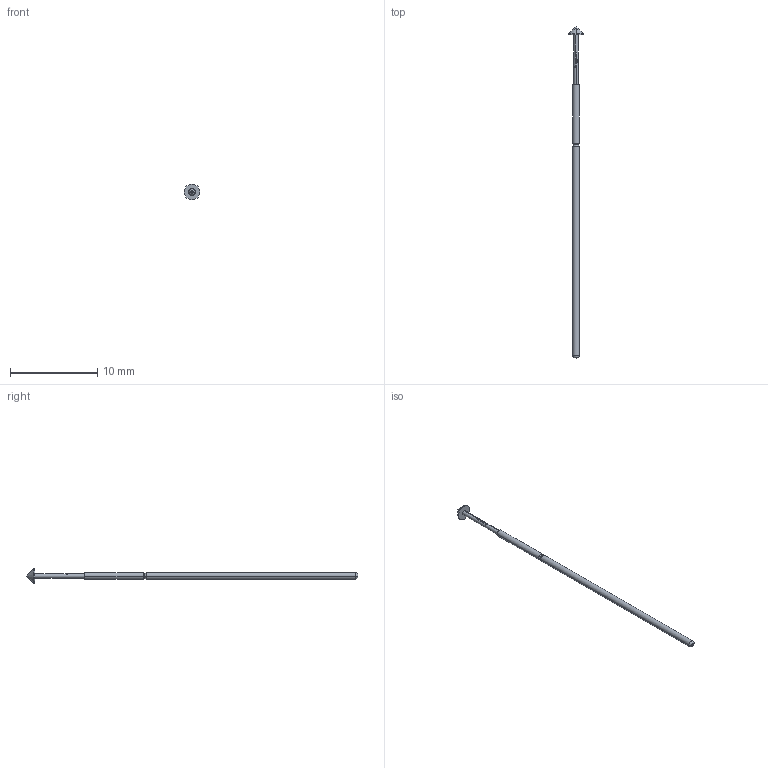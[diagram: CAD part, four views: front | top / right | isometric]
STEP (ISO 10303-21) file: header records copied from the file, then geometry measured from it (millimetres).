
FILE_DESCRIPTION (( 'STEP AP203' ), '1' );
FILE_NAME ('INGUN_GKS-051_358_180_A_xx00.STEP', '2021-09-21T07:11:47', ( 'ochi' ), ( '' ), 'SwSTEP 2.0', 'SolidWorks 2018', '' );
FILE_SCHEMA (( 'CONFIG_CONTROL_DESIGN' ));
Length unit declared in the file: millimetre
Products named in the file (1): INGUN_GKS-051_358_180_A_xx00
Bounding box: 1.8 x 38 x 1.8 mm (x, y, z)
Volume: 15.9 mm3; surface area: 89.8 mm2
Topology: 1 solids, 1 shells, 81 faces, 221 edges, 143 vertices
Faces by surface type: plane 33, bspline 22, cylinder 18, torus 6, cone 2
Entity records: 3844 total; most frequent: CARTESIAN_POINT 2118, ORIENTED_EDGE 438, EDGE_CURVE 219, DIRECTION 191, B_SPLINE_CURVE_WITH_KNOTS 174, VERTEX_POINT 143, AXIS2_PLACEMENT_3D 86, EDGE_LOOP 84
